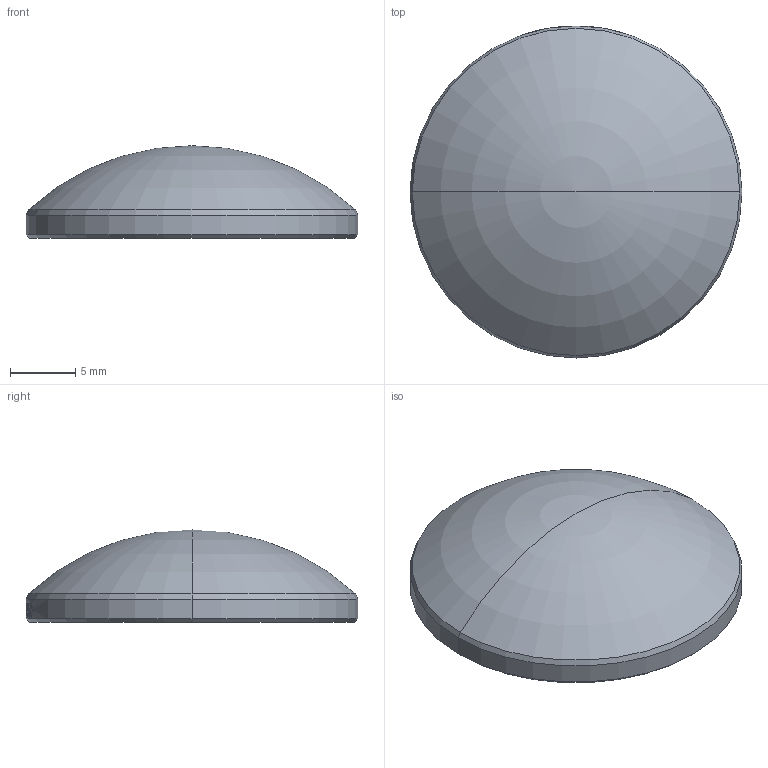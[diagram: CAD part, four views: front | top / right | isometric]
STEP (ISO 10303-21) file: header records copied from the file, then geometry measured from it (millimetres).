
FILE_DESCRIPTION (( 'STEP AP214' ), '1' );
FILE_NAME ('CTN015951-E0W.STEP', '2021-01-12T07:56:03', ( '' ), ( '' ), 'SwSTEP 2.0', 'SolidWorks 2018', '' );
FILE_SCHEMA (( 'AUTOMOTIVE_DESIGN' ));
Length unit declared in the file: inch
Products named in the file (1): CTN015951-E0W
Bounding box: 25.4 x 25.4 x 7.08 mm (x, y, z)
Volume: 2365.3 mm3; surface area: 1239 mm2
Topology: 1 solids, 1 shells, 25 faces, 142 edges, 133 vertices
Faces by surface type: cylinder 18, cone 4, torus 2, plane 1
Entity records: 2849 total; most frequent: CARTESIAN_POINT 1437, ORIENTED_EDGE 280, EDGE_CURVE 140, DIRECTION 138, VERTEX_POINT 133, B_SPLINE_CURVE_WITH_KNOTS 86, AXIS2_PLACEMENT_3D 58, EDGE_LOOP 41
